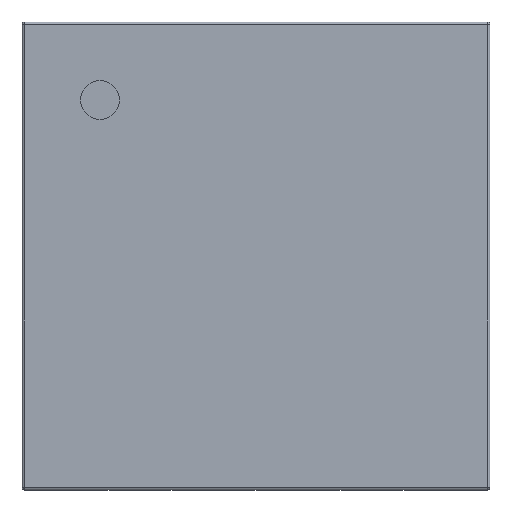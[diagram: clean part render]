
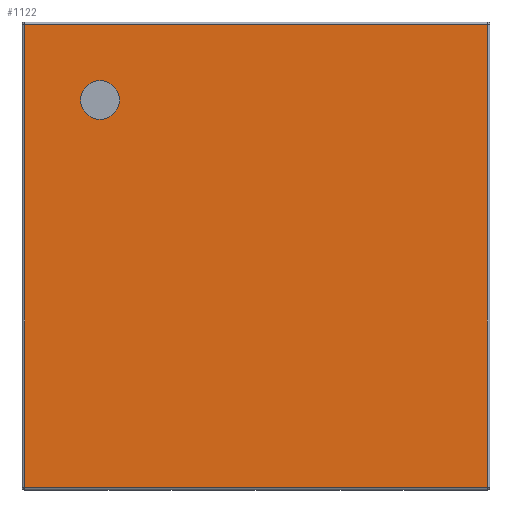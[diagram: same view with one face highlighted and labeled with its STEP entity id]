
A CAD part, top view. The second image highlights one B-rep face of the part: STEP entity #1122.
In plain terms, the highlighted planar face has unit normal (0, 0, 1).
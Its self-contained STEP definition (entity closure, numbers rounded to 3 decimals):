
#376 = VERTEX_POINT('',#377);
#377 = CARTESIAN_POINT('',(-4.45,-0.05,1.9));
#384 = EDGE_CURVE('',#376,#385,#387,.T.);
#385 = VERTEX_POINT('',#386);
#386 = CARTESIAN_POINT('',(4.45,-0.05,1.9));
#387 = LINE('',#388,#389);
#388 = CARTESIAN_POINT('',(-4.5,-0.05,1.9));
#389 = VECTOR('',#390,1.);
#390 = DIRECTION('',(1.,0.,0.));
#1122 = ADVANCED_FACE('',(#1123,#1148),#1159,.T.);
#1123 = FACE_BOUND('',#1124,.T.);
#1124 = EDGE_LOOP('',(#1125,#1133,#1134,#1142));
#1125 = ORIENTED_EDGE('',*,*,#1126,.F.);
#1126 = EDGE_CURVE('',#385,#1127,#1129,.T.);
#1127 = VERTEX_POINT('',#1128);
#1128 = CARTESIAN_POINT('',(4.45,-8.95,1.9));
#1129 = LINE('',#1130,#1131);
#1130 = CARTESIAN_POINT('',(4.45,0.,1.9));
#1131 = VECTOR('',#1132,1.);
#1132 = DIRECTION('',(0.,-1.,0.));
#1133 = ORIENTED_EDGE('',*,*,#384,.F.);
#1134 = ORIENTED_EDGE('',*,*,#1135,.F.);
#1135 = EDGE_CURVE('',#1136,#376,#1138,.T.);
#1136 = VERTEX_POINT('',#1137);
#1137 = CARTESIAN_POINT('',(-4.45,-8.95,1.9));
#1138 = LINE('',#1139,#1140);
#1139 = CARTESIAN_POINT('',(-4.45,-9.,1.9));
#1140 = VECTOR('',#1141,1.);
#1141 = DIRECTION('',(0.,1.,0.));
#1142 = ORIENTED_EDGE('',*,*,#1143,.F.);
#1143 = EDGE_CURVE('',#1127,#1136,#1144,.T.);
#1144 = LINE('',#1145,#1146);
#1145 = CARTESIAN_POINT('',(4.5,-8.95,1.9));
#1146 = VECTOR('',#1147,1.);
#1147 = DIRECTION('',(-1.,0.,0.));
#1148 = FACE_BOUND('',#1149,.T.);
#1149 = EDGE_LOOP('',(#1150));
#1150 = ORIENTED_EDGE('',*,*,#1151,.F.);
#1151 = EDGE_CURVE('',#1152,#1152,#1154,.T.);
#1152 = VERTEX_POINT('',#1153);
#1153 = CARTESIAN_POINT('',(-2.625,-1.5,1.9));
#1154 = CIRCLE('',#1155,0.375);
#1155 = AXIS2_PLACEMENT_3D('',#1156,#1157,#1158);
#1156 = CARTESIAN_POINT('',(-3.,-1.5,1.9));
#1157 = DIRECTION('',(0.,0.,1.));
#1158 = DIRECTION('',(1.,0.,0.));
#1159 = PLANE('',#1160);
#1160 = AXIS2_PLACEMENT_3D('',#1161,#1162,#1163);
#1161 = CARTESIAN_POINT('',(0.,-4.5,1.9));
#1162 = DIRECTION('',(0.,0.,1.));
#1163 = DIRECTION('',(1.,0.,0.));
